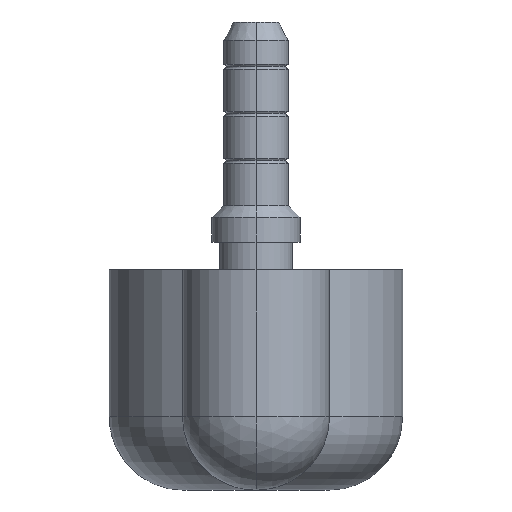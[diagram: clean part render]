
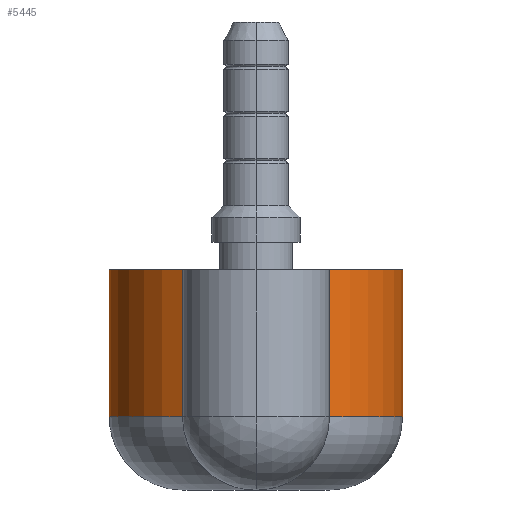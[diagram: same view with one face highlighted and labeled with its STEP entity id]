
A CAD part, left-side view. The second image highlights one B-rep face of the part: STEP entity #5445.
In plain terms, the highlighted cylindrical face has radius 8 mm (diameter 16 mm), a partial arc.
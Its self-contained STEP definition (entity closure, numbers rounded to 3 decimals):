
#8 = DIRECTION ( 'NONE',  ( 0., 0., -1. ) ) ;
#51 = VECTOR ( 'NONE', #2072, 1000. ) ;
#77 = DIRECTION ( 'NONE',  ( -1., 0., 0. ) ) ;
#200 = CARTESIAN_POINT ( 'NONE',  ( 24.928, 0., 4. ) ) ;
#229 = CARTESIAN_POINT ( 'NONE',  ( 25.046, 0.21, 5.305 ) ) ;
#250 = CARTESIAN_POINT ( 'NONE',  ( 25.414, 7.012, 6.645 ) ) ;
#281 = CARTESIAN_POINT ( 'NONE',  ( 25.551, 6.65, 7.007 ) ) ;
#361 = DIRECTION ( 'NONE',  ( 0., 0., 1. ) ) ;
#475 = EDGE_CURVE ( 'NONE', #5002, #4398, #2133, .T. ) ;
#697 = CARTESIAN_POINT ( 'NONE',  ( 25.986, 3.466, 7.973 ) ) ;
#726 = DIRECTION ( 'NONE',  ( 1., 0., 0. ) ) ;
#728 = CARTESIAN_POINT ( 'NONE',  ( 11.072, 0., 12. ) ) ;
#740 = EDGE_CURVE ( 'NONE', #4537, #4398, #3514, .T. ) ;
#744 = CARTESIAN_POINT ( 'NONE',  ( 24.928, 8., 4.269 ) ) ;
#812 = DIRECTION ( 'NONE',  ( 0., 0., 1. ) ) ;
#867 = ORIENTED_EDGE ( 'NONE', *, *, #1340, .T. ) ;
#1043 = VERTEX_POINT ( 'NONE', #3288 ) ;
#1064 = CARTESIAN_POINT ( 'NONE',  ( 18., 4., 12. ) ) ;
#1069 = CARTESIAN_POINT ( 'NONE',  ( 11.072, 8., 12. ) ) ;
#1091 = DIRECTION ( 'NONE',  ( 0., 0., -1. ) ) ;
#1120 = CARTESIAN_POINT ( 'NONE',  ( 26., 4.269, 8. ) ) ;
#1121 = EDGE_CURVE ( 'NONE', #3830, #5002, #5809, .T. ) ;
#1128 = VECTOR ( 'NONE', #1091, 1000. ) ;
#1138 = CARTESIAN_POINT ( 'NONE',  ( 25.745, 1.982, 7.463 ) ) ;
#1167 = CARTESIAN_POINT ( 'NONE',  ( 26., 4., 8. ) ) ;
#1197 = CARTESIAN_POINT ( 'NONE',  ( 25.344, 0.824, 6.445 ) ) ;
#1262 = CARTESIAN_POINT ( 'NONE',  ( 11.072, 8., 12. ) ) ;
#1340 = EDGE_CURVE ( 'NONE', #1043, #2573, #6324, .T. ) ;
#1350 = CARTESIAN_POINT ( 'NONE',  ( 25.047, 7.789, 5.308 ) ) ;
#1598 = LINE ( 'NONE', #5654, #1128 ) ;
#1698 = CARTESIAN_POINT ( 'NONE',  ( 25.896, 2.69, 7.788 ) ) ;
#1726 = CARTESIAN_POINT ( 'NONE',  ( 25.801, 2.21, 7.586 ) ) ;
#1805 = EDGE_CURVE ( 'NONE', #3830, #1043, #1598, .T. ) ;
#1843 = CARTESIAN_POINT ( 'NONE',  ( 25.344, 7.177, 6.444 ) ) ;
#2072 = DIRECTION ( 'NONE',  ( 0., 0., -1. ) ) ;
#2133 = LINE ( 'NONE', #1069, #51 ) ;
#2286 = AXIS2_PLACEMENT_3D ( 'NONE', #5283, #812, #3814 ) ;
#2357 = AXIS2_PLACEMENT_3D ( 'NONE', #1064, #8, #77 ) ;
#2573 = VERTEX_POINT ( 'NONE', #3395 ) ;
#2647 = ORIENTED_EDGE ( 'NONE', *, *, #475, .F. ) ;
#2648 = CARTESIAN_POINT ( 'NONE',  ( 25.986, 4.533, 7.973 ) ) ;
#2661 = DIRECTION ( 'NONE',  ( 0., 0., 1. ) ) ;
#2664 = CARTESIAN_POINT ( 'NONE',  ( 25.414, 0.988, 6.645 ) ) ;
#2731 = ORIENTED_EDGE ( 'NONE', *, *, #1121, .F. ) ;
#2748 = CARTESIAN_POINT ( 'NONE',  ( 24.944, 0.027, 4.533 ) ) ;
#2837 = CARTESIAN_POINT ( 'NONE',  ( 25.212, 7.466, 6.014 ) ) ;
#2912 = EDGE_CURVE ( 'NONE', #3020, #4537, #6506, .T. ) ;
#3020 = VERTEX_POINT ( 'NONE', #1167 ) ;
#3030 = CYLINDRICAL_SURFACE ( 'NONE', #2357, 8. ) ;
#3211 = ORIENTED_EDGE ( 'NONE', *, *, #1805, .T. ) ;
#3272 = B_SPLINE_CURVE_WITH_KNOTS ( 'NONE', 3,
 ( #200, #4817, #2748, #5198, #229, #6256, #5258, #1197, #2664, #4228, #5227, #1138, #1726, #1698, #5758, #697, #4692, #5727 ),
 .UNSPECIFIED., .F., .F.,
 ( 4, 2, 2, 2, 2, 2, 2, 2, 4 ),
 ( 0., 0.001, 0.002, 0.002, 0.003, 0.004, 0.005, 0.006, 0.006 ),
 .UNSPECIFIED. ) ;
#3288 = CARTESIAN_POINT ( 'NONE',  ( 11.072, 0., 4. ) ) ;
#3304 = CARTESIAN_POINT ( 'NONE',  ( 25.151, 7.588, 5.787 ) ) ;
#3395 = CARTESIAN_POINT ( 'NONE',  ( 24.928, 0., 4. ) ) ;
#3514 = CIRCLE ( 'NONE', #5310, 8. ) ;
#3694 = DIRECTION ( 'NONE',  ( 1., 0., 0. ) ) ;
#3775 = CARTESIAN_POINT ( 'NONE',  ( 25.896, 5.307, 7.79 ) ) ;
#3814 = DIRECTION ( 'NONE',  ( 1., 0., 0. ) ) ;
#3830 = VERTEX_POINT ( 'NONE', #728 ) ;
#4228 = CARTESIAN_POINT ( 'NONE',  ( 25.551, 1.351, 7.008 ) ) ;
#4398 = VERTEX_POINT ( 'NONE', #4910 ) ;
#4417 = AXIS2_PLACEMENT_3D ( 'NONE', #5424, #361, #726 ) ;
#4537 = VERTEX_POINT ( 'NONE', #6300 ) ;
#4679 = CARTESIAN_POINT ( 'NONE',  ( 25.935, 5.05, 7.869 ) ) ;
#4692 = CARTESIAN_POINT ( 'NONE',  ( 26., 3.731, 8. ) ) ;
#4775 = CARTESIAN_POINT ( 'NONE',  ( 18., 4., 4. ) ) ;
#4801 = CARTESIAN_POINT ( 'NONE',  ( 25.003, 7.868, 5.053 ) ) ;
#4817 = CARTESIAN_POINT ( 'NONE',  ( 24.928, 0., 4.269 ) ) ;
#4866 = CARTESIAN_POINT ( 'NONE',  ( 24.944, 7.973, 4.534 ) ) ;
#4898 = EDGE_CURVE ( 'NONE', #2573, #3020, #3272, .T. ) ;
#4910 = CARTESIAN_POINT ( 'NONE',  ( 11.072, 8., 4. ) ) ;
#5002 = VERTEX_POINT ( 'NONE', #1262 ) ;
#5198 = CARTESIAN_POINT ( 'NONE',  ( 25.003, 0.131, 5.05 ) ) ;
#5227 = CARTESIAN_POINT ( 'NONE',  ( 25.619, 1.551, 7.173 ) ) ;
#5258 = CARTESIAN_POINT ( 'NONE',  ( 25.212, 0.534, 6.014 ) ) ;
#5283 = CARTESIAN_POINT ( 'NONE',  ( 18., 4., 4. ) ) ;
#5308 = CARTESIAN_POINT ( 'NONE',  ( 24.928, 8., 4. ) ) ;
#5310 = AXIS2_PLACEMENT_3D ( 'NONE', #4775, #2661, #3694 ) ;
#5341 = CARTESIAN_POINT ( 'NONE',  ( 25.801, 5.79, 7.587 ) ) ;
#5424 = CARTESIAN_POINT ( 'NONE',  ( 18., 4., 12. ) ) ;
#5445 = ADVANCED_FACE ( 'NONE', ( #5626 ), #3030, .T. ) ;
#5542 = ORIENTED_EDGE ( 'NONE', *, *, #4898, .T. ) ;
#5626 = FACE_OUTER_BOUND ( 'NONE', #6362, .T. ) ;
#5654 = CARTESIAN_POINT ( 'NONE',  ( 11.072, 0., 12. ) ) ;
#5682 = ORIENTED_EDGE ( 'NONE', *, *, #2912, .T. ) ;
#5683 = CARTESIAN_POINT ( 'NONE',  ( 26., 4., 8. ) ) ;
#5727 = CARTESIAN_POINT ( 'NONE',  ( 26., 4., 8. ) ) ;
#5758 = CARTESIAN_POINT ( 'NONE',  ( 25.935, 2.946, 7.868 ) ) ;
#5809 = CIRCLE ( 'NONE', #4417, 8. ) ;
#5893 = ORIENTED_EDGE ( 'NONE', *, *, #740, .T. ) ;
#5935 = CARTESIAN_POINT ( 'NONE',  ( 25.745, 6.018, 7.463 ) ) ;
#6256 = CARTESIAN_POINT ( 'NONE',  ( 25.151, 0.412, 5.787 ) ) ;
#6300 = CARTESIAN_POINT ( 'NONE',  ( 24.928, 8., 4. ) ) ;
#6324 = CIRCLE ( 'NONE', #2286, 8. ) ;
#6333 = CARTESIAN_POINT ( 'NONE',  ( 25.619, 6.45, 7.173 ) ) ;
#6362 = EDGE_LOOP ( 'NONE', ( #2647, #2731, #3211, #867, #5542, #5682, #5893 ) ) ;
#6506 = B_SPLINE_CURVE_WITH_KNOTS ( 'NONE', 3,
 ( #5683, #1120, #2648, #4679, #3775, #5341, #5935, #6333, #281, #250, #1843, #2837, #3304, #1350, #4801, #4866, #744, #5308 ),
 .UNSPECIFIED., .F., .F.,
 ( 4, 2, 2, 2, 2, 2, 2, 2, 4 ),
 ( 0., 0.001, 0.002, 0.002, 0.003, 0.004, 0.005, 0.006, 0.006 ),
 .UNSPECIFIED. ) ;
